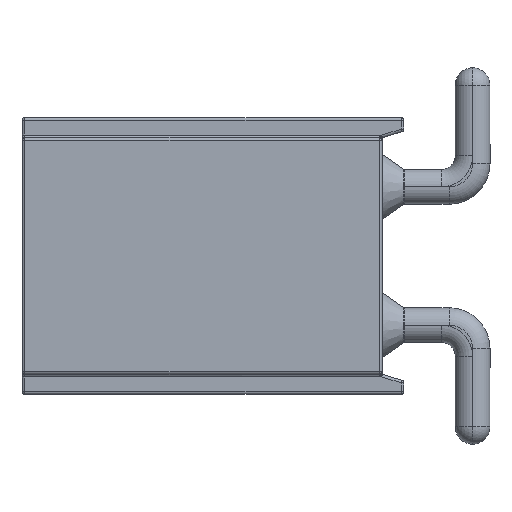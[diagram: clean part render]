
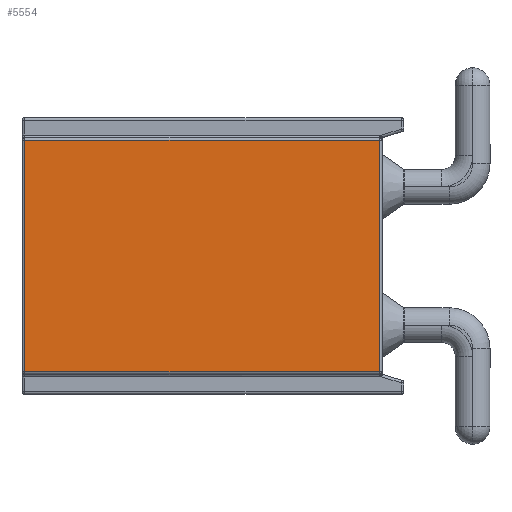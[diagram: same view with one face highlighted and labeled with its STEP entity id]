
A CAD part, left-side view. The second image highlights one B-rep face of the part: STEP entity #5554.
In plain terms, the highlighted planar face has unit normal (-1, 0, 0).
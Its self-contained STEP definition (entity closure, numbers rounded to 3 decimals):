
#687 = DIRECTION ( 'NONE',  ( 1., 0., 0. ) ) ;
#701 = VECTOR ( 'NONE', #17618, 1000. ) ;
#1349 = CARTESIAN_POINT ( 'NONE',  ( -1.35, 3.255, 2.121 ) ) ;
#1547 = EDGE_CURVE ( 'NONE', #14492, #6121, #4306, .T. ) ;
#1763 = EDGE_CURVE ( 'NONE', #5658, #14492, #6339, .T. ) ;
#2829 = VERTEX_POINT ( 'NONE', #1349 ) ;
#3103 = VECTOR ( 'NONE', #16680, 1000. ) ;
#3269 = CARTESIAN_POINT ( 'NONE',  ( -1.35, -3.255, -2.121 ) ) ;
#3841 = DIRECTION ( 'NONE',  ( 0., -1., 0. ) ) ;
#4306 = LINE ( 'NONE', #17573, #701 ) ;
#4533 = CARTESIAN_POINT ( 'NONE',  ( -1.35, -3.255, 2.121 ) ) ;
#4620 = ORIENTED_EDGE ( 'NONE', *, *, #11095, .T. ) ;
#5031 = CARTESIAN_POINT ( 'NONE',  ( -1.35, 3.255, -2.121 ) ) ;
#5316 = ORIENTED_EDGE ( 'NONE', *, *, #1547, .T. ) ;
#5554 = ADVANCED_FACE ( 'NONE', ( #6808 ), #10225, .F. ) ;
#5658 = VERTEX_POINT ( 'NONE', #5031 ) ;
#5795 = CARTESIAN_POINT ( 'NONE',  ( -1.35, 3.255, -2.171 ) ) ;
#6121 = VERTEX_POINT ( 'NONE', #4533 ) ;
#6124 = AXIS2_PLACEMENT_3D ( 'NONE', #8888, #687, #10286 ) ;
#6339 = LINE ( 'NONE', #17019, #10438 ) ;
#6652 = ORIENTED_EDGE ( 'NONE', *, *, #6804, .T. ) ;
#6804 = EDGE_CURVE ( 'NONE', #6121, #2829, #14708, .T. ) ;
#6808 = FACE_OUTER_BOUND ( 'NONE', #13646, .T. ) ;
#8888 = CARTESIAN_POINT ( 'NONE',  ( -1.35, 0., 0. ) ) ;
#10225 = PLANE ( 'NONE',  #6124 ) ;
#10286 = DIRECTION ( 'NONE',  ( 0., 0., -1. ) ) ;
#10438 = VECTOR ( 'NONE', #3841, 1000. ) ;
#10711 = ORIENTED_EDGE ( 'NONE', *, *, #1763, .T. ) ;
#11055 = VECTOR ( 'NONE', #17205, 1000. ) ;
#11095 = EDGE_CURVE ( 'NONE', #2829, #5658, #13668, .T. ) ;
#11653 = CARTESIAN_POINT ( 'NONE',  ( -1.35, 3.305, 2.121 ) ) ;
#13646 = EDGE_LOOP ( 'NONE', ( #5316, #6652, #4620, #10711 ) ) ;
#13668 = LINE ( 'NONE', #5795, #3103 ) ;
#14492 = VERTEX_POINT ( 'NONE', #3269 ) ;
#14708 = LINE ( 'NONE', #11653, #11055 ) ;
#16680 = DIRECTION ( 'NONE',  ( 0., 0., -1. ) ) ;
#17019 = CARTESIAN_POINT ( 'NONE',  ( -1.35, 0., -2.121 ) ) ;
#17205 = DIRECTION ( 'NONE',  ( 0., 1., 0. ) ) ;
#17573 = CARTESIAN_POINT ( 'NONE',  ( -1.35, -3.255, 0. ) ) ;
#17618 = DIRECTION ( 'NONE',  ( 0., 0., 1. ) ) ;
